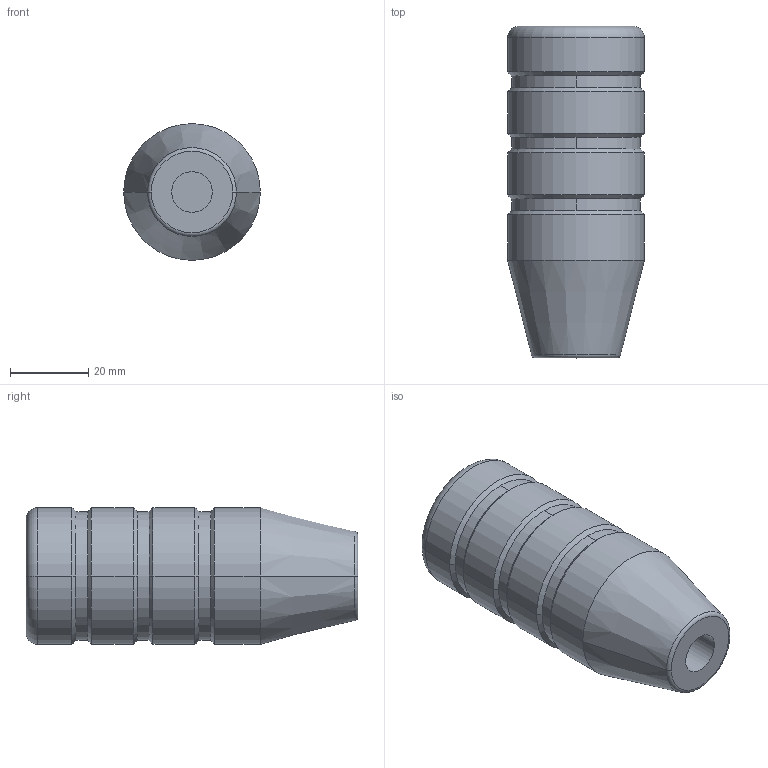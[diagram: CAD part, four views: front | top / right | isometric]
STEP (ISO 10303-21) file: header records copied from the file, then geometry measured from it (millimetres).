
FILE_DESCRIPTION (( 'STEP AP214' ), '1' );
FILE_NAME ('Shifter Knob.STEP', '2025-01-30T20:30:56', ( '' ), ( '' ), 'SwSTEP 2.0', 'SolidWorks 2022', '' );
FILE_SCHEMA (( 'AUTOMOTIVE_DESIGN' ));
Length unit declared in the file: millimetre
Products named in the file (1): Shifter Knob
Bounding box: 35 x 85 x 35 mm (x, y, z)
Volume: 70075.1 mm3; surface area: 11396.4 mm2
Topology: 1 solids, 1 shells, 176 faces, 468 edges, 306 vertices
Faces by surface type: plane 78, bspline 57, cylinder 23, cone 14, torus 4
Entity records: 9864 total; most frequent: CARTESIAN_POINT 4288, ORIENTED_EDGE 936, DIRECTION 662, EDGE_CURVE 468, VERTEX_POINT 306, VECTOR 286, LINE 286, AXIS2_PLACEMENT_3D 188
